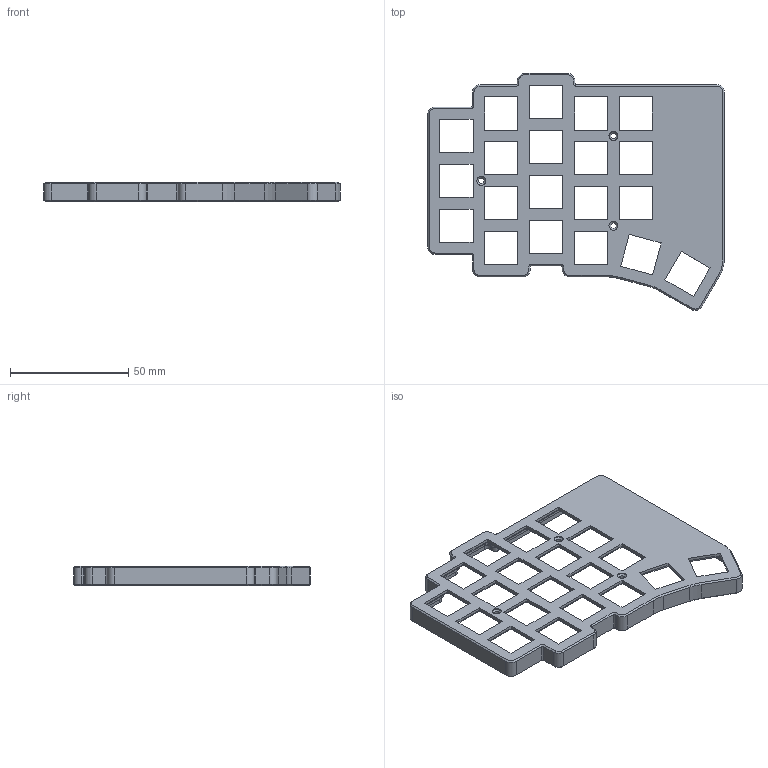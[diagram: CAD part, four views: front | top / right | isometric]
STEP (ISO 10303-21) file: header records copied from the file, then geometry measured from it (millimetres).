
FILE_DESCRIPTION(('FreeCAD Model'),'2;1');
FILE_NAME('Open CASCADE Shape Model','2025-09-20T16:44:29',(''),(''), 'Open CASCADE STEP processor 7.8','FreeCAD','Unknown');
FILE_SCHEMA(('AUTOMOTIVE_DESIGN { 1 0 10303 214 1 1 1 1 }'));
Length unit declared in the file: millimetre
Products named in the file (1): Top-Left
Bounding box: 125.65 x 100.38 x 8.3 mm (x, y, z)
Volume: 17049.3 mm3; surface area: 20924 mm2
Topology: 1 solids, 1 shells, 501 faces, 1336 edges, 861 vertices
Faces by surface type: plane 305, cylinder 153, cone 43
Full cylindrical faces by diameter (mm): 2.4 x3, 3.8 x3
Entity records: 15605 total; most frequent: CARTESIAN_POINT 2699, DIRECTION 2691, ORIENTED_EDGE 2672, EDGE_CURVE 1336, LINE 985, VECTOR 985, VERTEX_POINT 861, AXIS2_PLACEMENT_3D 853
